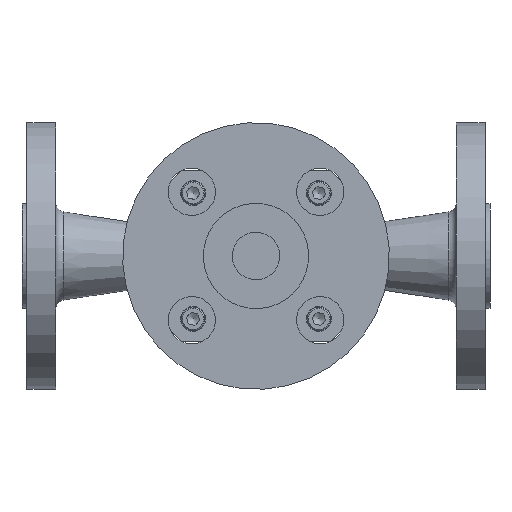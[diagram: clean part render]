
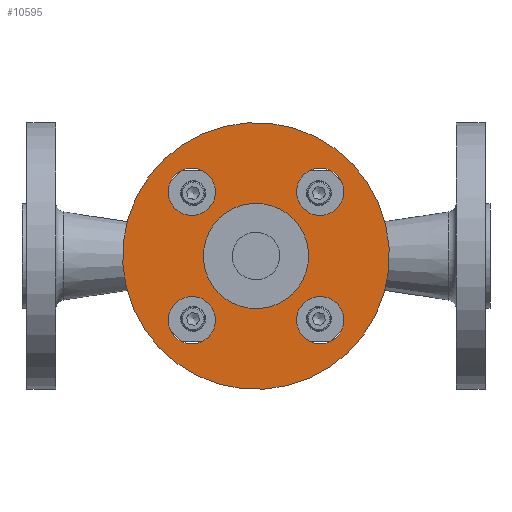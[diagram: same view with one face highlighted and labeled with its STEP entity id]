
A CAD part, front view. The second image highlights one B-rep face of the part: STEP entity #10595.
In plain terms, the highlighted planar face has unit normal (0, -1, 0).
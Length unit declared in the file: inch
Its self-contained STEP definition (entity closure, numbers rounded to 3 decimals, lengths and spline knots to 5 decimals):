
#10496=CARTESIAN_POINT('',(0.92873,-1.757,1.13892));
#10497=VERTEX_POINT('',#10496);
#10498=CARTESIAN_POINT('',(0.84146,-1.757,0.84146));
#10499=DIRECTION('',(0.,-1.,0.));
#10500=DIRECTION('',(0.707,0.,-0.707));
#10501=AXIS2_PLACEMENT_3D('',#10498,#10499,#10500);
#10502=CIRCLE('',#10501,0.31);
#10503=EDGE_CURVE('',#10497,#10497,#10502,.T.);
#10516=CARTESIAN_POINT('',(-1.13892,-1.757,0.92873));
#10517=VERTEX_POINT('',#10516);
#10518=CARTESIAN_POINT('',(-0.84146,-1.757,0.84146));
#10519=DIRECTION('',(0.,-1.,0.));
#10520=DIRECTION('',(0.707,0.,-0.707));
#10521=AXIS2_PLACEMENT_3D('',#10518,#10519,#10520);
#10522=CIRCLE('',#10521,0.31);
#10523=EDGE_CURVE('',#10517,#10517,#10522,.T.);
#10536=CARTESIAN_POINT('',(-0.92873,-1.757,-1.13892));
#10537=VERTEX_POINT('',#10536);
#10538=CARTESIAN_POINT('',(-0.84146,-1.757,-0.84146));
#10539=DIRECTION('',(0.,-1.,0.));
#10540=DIRECTION('',(0.707,0.,-0.707));
#10541=AXIS2_PLACEMENT_3D('',#10538,#10539,#10540);
#10542=CIRCLE('',#10541,0.31);
#10543=EDGE_CURVE('',#10537,#10537,#10542,.T.);
#10548=CARTESIAN_POINT('',(-0.4879,-1.757,-0.4879));
#10549=DIRECTION('',(0.0,-1.0,0.0));
#10550=DIRECTION('',(-0.707,0.0,0.707));
#10551=AXIS2_PLACEMENT_3D('',#10548,#10549,#10550);
#10552=PLANE('',#10551);
#10553=CARTESIAN_POINT('',(-0.49269,-1.757,-1.67921));
#10554=VERTEX_POINT('',#10553);
#10555=CARTESIAN_POINT('',(0.,-1.757,0.));
#10556=DIRECTION('',(0.,-1.,0.));
#10557=DIRECTION('',(0.707,0.,-0.707));
#10558=AXIS2_PLACEMENT_3D('',#10555,#10556,#10557);
#10559=CIRCLE('',#10558,1.75);
#10560=EDGE_CURVE('',#10554,#10554,#10559,.T.);
#10561=ORIENTED_EDGE('',*,*,#10560,.T.);
#10562=EDGE_LOOP('',(#10561));
#10563=FACE_OUTER_BOUND('',#10562,.T.);
#10564=CARTESIAN_POINT('',(1.13892,-1.757,-0.92873));
#10565=VERTEX_POINT('',#10564);
#10566=CARTESIAN_POINT('',(0.84146,-1.757,-0.84146));
#10567=DIRECTION('',(0.,-1.,0.));
#10568=DIRECTION('',(0.707,0.,-0.707));
#10569=AXIS2_PLACEMENT_3D('',#10566,#10567,#10568);
#10570=CIRCLE('',#10569,0.31);
#10571=EDGE_CURVE('',#10565,#10565,#10570,.T.);
#10572=ORIENTED_EDGE('',*,*,#10571,.F.);
#10573=EDGE_LOOP('',(#10572));
#10574=FACE_BOUND('',#10573,.T.);
#10575=CARTESIAN_POINT('',(-0.19426,-1.757,-0.66209));
#10576=VERTEX_POINT('',#10575);
#10577=CARTESIAN_POINT('',(0.,-1.757,0.));
#10578=DIRECTION('',(0.,-1.,0.));
#10579=DIRECTION('',(0.707,0.,-0.707));
#10580=AXIS2_PLACEMENT_3D('',#10577,#10578,#10579);
#10581=CIRCLE('',#10580,0.69);
#10582=EDGE_CURVE('',#10576,#10576,#10581,.T.);
#10583=ORIENTED_EDGE('',*,*,#10582,.F.);
#10584=EDGE_LOOP('',(#10583));
#10585=FACE_BOUND('',#10584,.T.);
#10586=ORIENTED_EDGE('',*,*,#10503,.F.);
#10587=EDGE_LOOP('',(#10586));
#10588=FACE_BOUND('',#10587,.T.);
#10589=ORIENTED_EDGE('',*,*,#10523,.F.);
#10590=EDGE_LOOP('',(#10589));
#10591=FACE_BOUND('',#10590,.T.);
#10592=ORIENTED_EDGE('',*,*,#10543,.F.);
#10593=EDGE_LOOP('',(#10592));
#10594=FACE_BOUND('',#10593,.T.);
#10595=ADVANCED_FACE('',(#10563,#10574,#10585,#10588,#10591,#10594),#10552,.T.);
